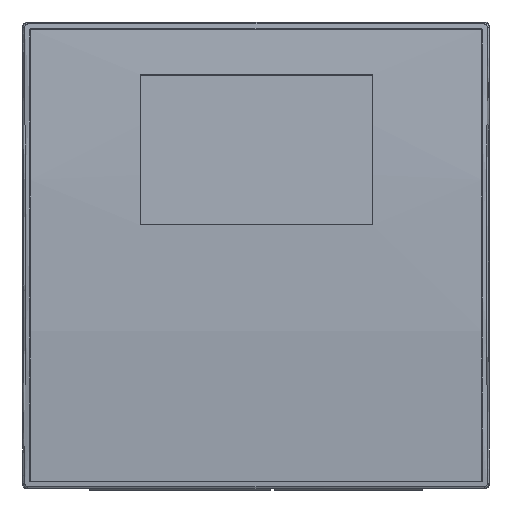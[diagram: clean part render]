
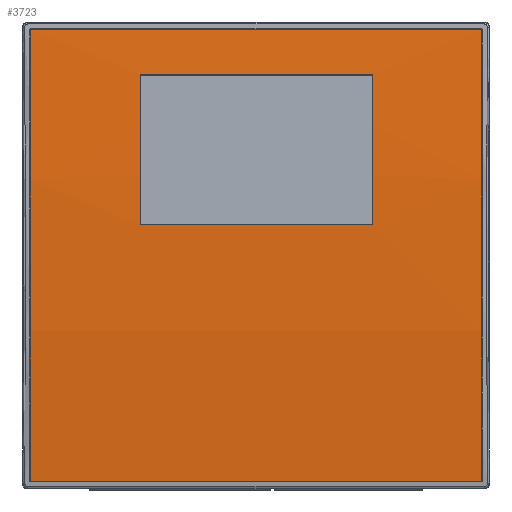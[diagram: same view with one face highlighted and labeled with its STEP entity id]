
A CAD part, top view. The second image highlights one B-rep face of the part: STEP entity #3723.
In plain terms, the highlighted cylindrical face has radius 700 mm (diameter 1400 mm), a partial arc.
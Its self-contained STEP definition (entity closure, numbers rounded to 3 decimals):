
#348=CYLINDRICAL_SURFACE('',#39472,700.);
#1454=FACE_BOUND('',#7429,.T.);
#1455=FACE_BOUND('',#7430,.T.);
#3723=ADVANCED_FACE('',(#1454,#1455),#348,.T.);
#7429=EDGE_LOOP('',(#14557,#14558,#14559,#14560));
#7430=EDGE_LOOP('',(#14561,#14562,#14563,#14564));
#8853=CIRCLE('',#39461,700.);
#8855=CIRCLE('',#39465,700.);
#8858=CIRCLE('',#39470,700.);
#8859=CIRCLE('',#39471,700.);
#14557=ORIENTED_EDGE('',*,*,#26577,.T.);
#14558=ORIENTED_EDGE('',*,*,#26578,.T.);
#14559=ORIENTED_EDGE('',*,*,#26579,.T.);
#14560=ORIENTED_EDGE('',*,*,#26580,.T.);
#14561=ORIENTED_EDGE('',*,*,#26567,.T.);
#14562=ORIENTED_EDGE('',*,*,#26570,.T.);
#14563=ORIENTED_EDGE('',*,*,#26572,.T.);
#14564=ORIENTED_EDGE('',*,*,#26563,.T.);
#20989=VERTEX_POINT('',#61287);
#20990=VERTEX_POINT('',#61289);
#20992=VERTEX_POINT('',#61295);
#20994=VERTEX_POINT('',#61301);
#20999=VERTEX_POINT('',#61317);
#21000=VERTEX_POINT('',#61318);
#21001=VERTEX_POINT('',#61320);
#21002=VERTEX_POINT('',#61322);
#26563=EDGE_CURVE('',#20990,#20989,#31789,.T.);
#26567=EDGE_CURVE('',#20989,#20992,#8853,.T.);
#26570=EDGE_CURVE('',#20992,#20994,#31794,.T.);
#26572=EDGE_CURVE('',#20994,#20990,#8855,.T.);
#26577=EDGE_CURVE('',#20999,#21000,#8858,.T.);
#26578=EDGE_CURVE('',#21000,#21001,#31797,.T.);
#26579=EDGE_CURVE('',#21001,#21002,#8859,.T.);
#26580=EDGE_CURVE('',#21002,#20999,#31798,.T.);
#31789=LINE('',#61288,#36025);
#31794=LINE('',#61302,#36030);
#31797=LINE('',#61319,#36033);
#31798=LINE('',#61323,#36034);
#36025=VECTOR('',#46724,1.);
#36030=VECTOR('',#46737,1.);
#36033=VECTOR('',#46756,1.);
#36034=VECTOR('',#46759,1.);
#39461=AXIS2_PLACEMENT_3D('',#61296,#46731,#46732);
#39465=AXIS2_PLACEMENT_3D('',#61305,#46742,#46743);
#39470=AXIS2_PLACEMENT_3D('',#61316,#46754,#46755);
#39471=AXIS2_PLACEMENT_3D('',#61321,#46757,#46758);
#39472=AXIS2_PLACEMENT_3D('',#61324,#46760,#46761);
#46724=DIRECTION('',(1.,0.,0.));
#46731=DIRECTION('',(1.,0.,0.));
#46732=DIRECTION('',(0.,0.1,0.995));
#46737=DIRECTION('',(-1.,0.,0.));
#46742=DIRECTION('',(-1.,0.,0.));
#46743=DIRECTION('',(0.,0.1,0.995));
#46754=DIRECTION('',(-1.,0.,0.));
#46755=DIRECTION('',(0.,0.1,0.995));
#46756=DIRECTION('',(-1.,0.,0.));
#46757=DIRECTION('',(1.,0.,0.));
#46758=DIRECTION('',(0.,0.1,0.995));
#46759=DIRECTION('',(1.,0.,0.));
#46760=DIRECTION('',(1.,0.,0.));
#46761=DIRECTION('',(0.,-0.1,-0.995));
#61287=CARTESIAN_POINT('',(35.844,55.751,6.969));
#61288=CARTESIAN_POINT('',(0.,55.751,6.969));
#61289=CARTESIAN_POINT('',(-35.741,55.751,6.969));
#61295=CARTESIAN_POINT('',(35.844,9.374,9.13));
#61296=CARTESIAN_POINT('',(35.844,0.,-690.807));
#61301=CARTESIAN_POINT('',(-35.741,9.374,9.13));
#61302=CARTESIAN_POINT('',(0.,9.374,9.13));
#61305=CARTESIAN_POINT('',(-35.741,0.,-690.807));
#61316=CARTESIAN_POINT('',(69.6,0.,-690.807));
#61317=CARTESIAN_POINT('',(69.6,-69.75,5.709));
#61318=CARTESIAN_POINT('',(69.6,69.75,5.709));
#61319=CARTESIAN_POINT('',(0.,69.75,5.709));
#61320=CARTESIAN_POINT('',(-69.6,69.75,5.709));
#61321=CARTESIAN_POINT('',(-69.6,0.,-690.807));
#61322=CARTESIAN_POINT('',(-69.6,-69.75,5.709));
#61323=CARTESIAN_POINT('',(0.,-69.75,5.709));
#61324=CARTESIAN_POINT('',(0.,0.,-690.807));
